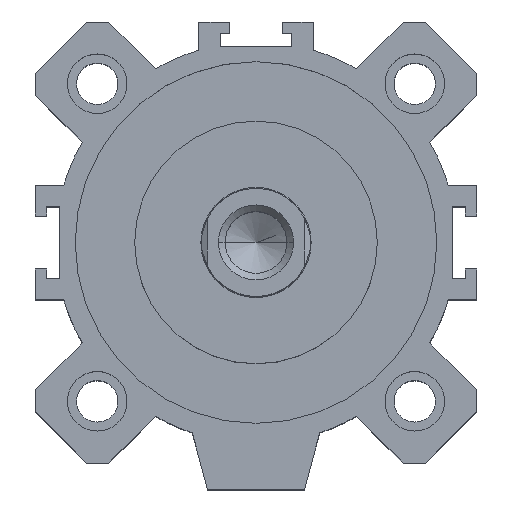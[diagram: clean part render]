
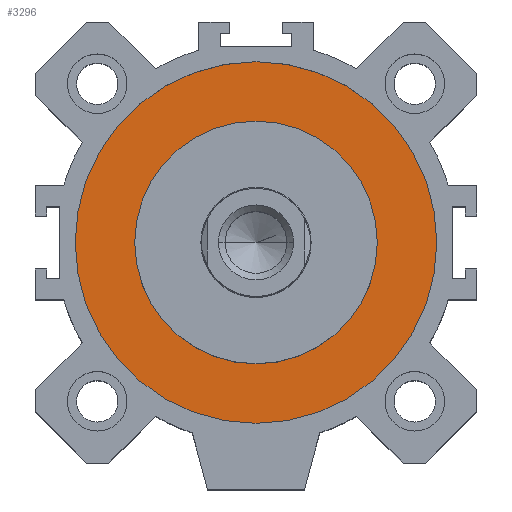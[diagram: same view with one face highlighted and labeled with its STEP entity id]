
A CAD part, top view. The second image highlights one B-rep face of the part: STEP entity #3296.
In plain terms, the highlighted planar face has unit normal (0, 0, 1).
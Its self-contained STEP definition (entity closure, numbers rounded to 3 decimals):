
#256=CARTESIAN_POINT('',(-27.5,0.,59.0));
#257=VERTEX_POINT('',#256);
#266=CARTESIAN_POINT('',(0.0,-27.5,59.0));
#267=VERTEX_POINT('',#266);
#268=CARTESIAN_POINT('',(0.0,0.0,59.0));
#269=DIRECTION('',(0.0,0.0,-1.0));
#270=DIRECTION('',(0.0,-1.0,0.0));
#271=AXIS2_PLACEMENT_3D('',#268,#269,#270);
#272=CIRCLE('',#271,27.5);
#273=EDGE_CURVE('',#267,#257,#272,.T.);
#275=CARTESIAN_POINT('',(27.5,0.,59.0));
#276=VERTEX_POINT('',#275);
#277=CARTESIAN_POINT('',(0.0,0.0,59.0));
#278=DIRECTION('',(0.0,0.0,-1.0));
#279=DIRECTION('',(0.0,-1.0,0.0));
#280=AXIS2_PLACEMENT_3D('',#277,#278,#279);
#281=CIRCLE('',#280,27.5);
#282=EDGE_CURVE('',#276,#267,#281,.T.);
#400=CARTESIAN_POINT('',(0.0,-41.,59.0));
#401=VERTEX_POINT('',#400);
#410=CARTESIAN_POINT('',(0.,41.,59.0));
#411=VERTEX_POINT('',#410);
#412=CARTESIAN_POINT('',(0.0,0.0,59.0));
#413=DIRECTION('',(0.0,0.0,-1.0));
#414=DIRECTION('',(0.0,-1.0,0.0));
#415=AXIS2_PLACEMENT_3D('',#412,#413,#414);
#416=CIRCLE('',#415,41.);
#417=EDGE_CURVE('',#401,#411,#416,.T.);
#3266=CARTESIAN_POINT('',(0.0,0.0,59.0));
#3267=DIRECTION('',(0.0,0.0,-1.0));
#3268=DIRECTION('',(0.0,-1.0,0.0));
#3269=AXIS2_PLACEMENT_3D('',#3266,#3267,#3268);
#3270=CIRCLE('',#3269,41.);
#3271=EDGE_CURVE('',#411,#401,#3270,.T.);
#3276=CARTESIAN_POINT('',(0.0,-34.25,59.0));
#3277=DIRECTION('',(0.0,0.0,-1.0));
#3278=DIRECTION('',(-1.0,0.0,0.0));
#3279=AXIS2_PLACEMENT_3D('',#3276,#3277,#3278);
#3280=PLANE('',#3279);
#3281=ORIENTED_EDGE('',*,*,#417,.F.);
#3282=ORIENTED_EDGE('',*,*,#3271,.F.);
#3283=EDGE_LOOP('',(#3281,#3282));
#3284=FACE_OUTER_BOUND('',#3283,.T.);
#3285=ORIENTED_EDGE('',*,*,#273,.T.);
#3286=CARTESIAN_POINT('',(0.0,0.0,59.0));
#3287=DIRECTION('',(0.0,0.0,-1.0));
#3288=DIRECTION('',(0.0,-1.0,0.0));
#3289=AXIS2_PLACEMENT_3D('',#3286,#3287,#3288);
#3290=CIRCLE('',#3289,27.5);
#3291=EDGE_CURVE('',#257,#276,#3290,.T.);
#3292=ORIENTED_EDGE('',*,*,#3291,.T.);
#3293=ORIENTED_EDGE('',*,*,#282,.T.);
#3294=EDGE_LOOP('',(#3285,#3292,#3293));
#3295=FACE_BOUND('',#3294,.T.);
#3296=ADVANCED_FACE('',(#3284,#3295),#3280,.F.);
